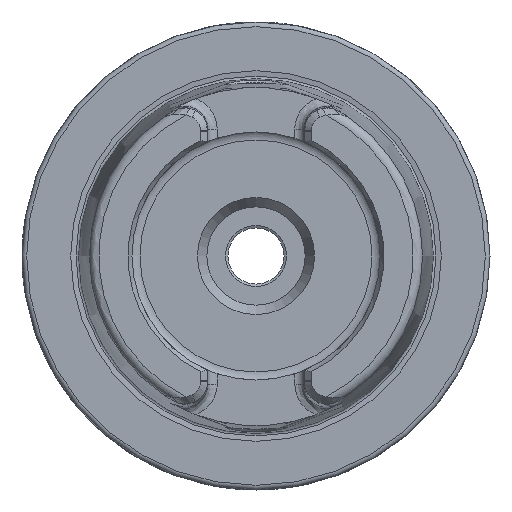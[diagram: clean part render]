
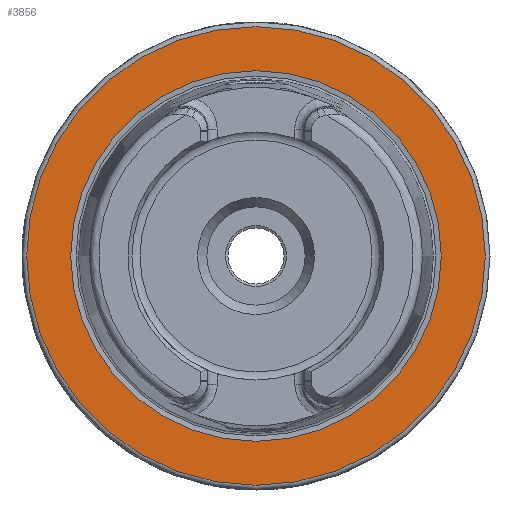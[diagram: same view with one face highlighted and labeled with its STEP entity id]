
A CAD part, left-side view. The second image highlights one B-rep face of the part: STEP entity #3856.
In plain terms, the highlighted planar face has unit normal (-1, 0, 0).
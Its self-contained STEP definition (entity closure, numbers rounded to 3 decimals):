
#122=FACE_BOUND('',#784,.T.);
#312=PLANE('',#4203);
#561=FACE_OUTER_BOUND('',#783,.T.);
#783=EDGE_LOOP('',(#3404,#3405));
#784=EDGE_LOOP('',(#3406,#3407));
#1370=CIRCLE('',#4201,39.587);
#1371=CIRCLE('',#4202,39.587);
#1372=CIRCLE('',#4204,49.);
#1373=CIRCLE('',#4205,49.);
#1769=VERTEX_POINT('',#9706);
#1770=VERTEX_POINT('',#9708);
#1771=VERTEX_POINT('',#9712);
#1772=VERTEX_POINT('',#9713);
#2334=EDGE_CURVE('',#1770,#1769,#1370,.T.);
#2335=EDGE_CURVE('',#1769,#1770,#1371,.T.);
#2336=EDGE_CURVE('',#1771,#1772,#1372,.T.);
#2337=EDGE_CURVE('',#1772,#1771,#1373,.T.);
#3404=ORIENTED_EDGE('',*,*,#2336,.F.);
#3405=ORIENTED_EDGE('',*,*,#2337,.F.);
#3406=ORIENTED_EDGE('',*,*,#2334,.T.);
#3407=ORIENTED_EDGE('',*,*,#2335,.T.);
#3856=ADVANCED_FACE('',(#561,#122),#312,.T.);
#4201=AXIS2_PLACEMENT_3D('',#9709,#5050,#5051);
#4202=AXIS2_PLACEMENT_3D('',#9710,#5052,#5053);
#4203=AXIS2_PLACEMENT_3D('',#9711,#5054,#5055);
#4204=AXIS2_PLACEMENT_3D('',#9714,#5056,#5057);
#4205=AXIS2_PLACEMENT_3D('',#9715,#5058,#5059);
#5050=DIRECTION('center_axis',(1.,0.,0.));
#5051=DIRECTION('ref_axis',(0.,0.,-1.));
#5052=DIRECTION('center_axis',(1.,0.,0.));
#5053=DIRECTION('ref_axis',(0.,0.,-1.));
#5054=DIRECTION('center_axis',(-1.,0.,0.));
#5055=DIRECTION('ref_axis',(0.,0.,1.));
#5056=DIRECTION('center_axis',(1.,0.,0.));
#5057=DIRECTION('ref_axis',(0.,0.,-1.));
#5058=DIRECTION('center_axis',(1.,0.,0.));
#5059=DIRECTION('ref_axis',(0.,0.,-1.));
#9706=CARTESIAN_POINT('',(0.,-39.587,0.));
#9708=CARTESIAN_POINT('',(0.,39.587,0.));
#9709=CARTESIAN_POINT('Origin',(0.,0.,0.));
#9710=CARTESIAN_POINT('Origin',(0.,0.,0.));
#9711=CARTESIAN_POINT('Origin',(0.,49.,
0.));
#9712=CARTESIAN_POINT('',(0.,49.,0.));
#9713=CARTESIAN_POINT('',(0.,0.,49.));
#9714=CARTESIAN_POINT('Origin',(0.,0.,0.));
#9715=CARTESIAN_POINT('Origin',(0.,0.,0.));
